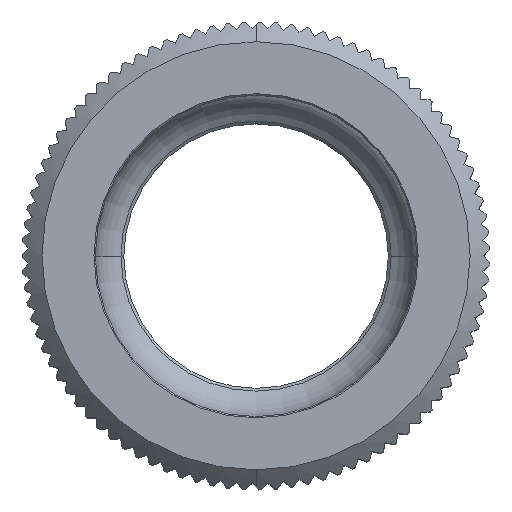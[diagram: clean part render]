
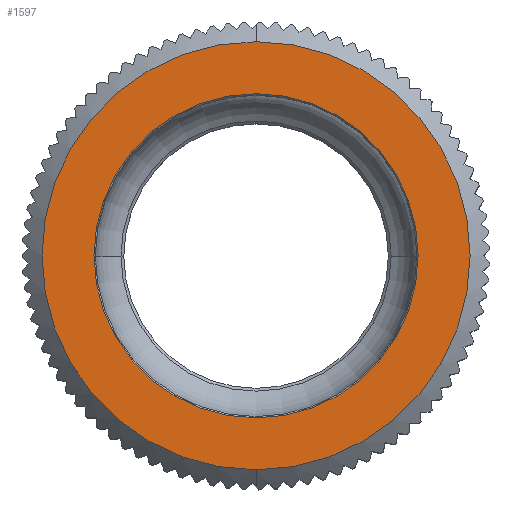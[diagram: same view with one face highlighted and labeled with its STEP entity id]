
A CAD part, top view. The second image highlights one B-rep face of the part: STEP entity #1597.
In plain terms, the highlighted planar face has unit normal (0, 0, 1).
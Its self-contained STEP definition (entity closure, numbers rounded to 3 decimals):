
#132 = DIRECTION ( 'NONE',  ( 0., -1., 0. ) ) ;
#742 = DIRECTION ( 'NONE',  ( 0., -1., 0. ) ) ;
#750 = ORIENTED_EDGE ( 'NONE', *, *, #2061, .T. ) ;
#1597 = ADVANCED_FACE ( 'NONE', ( #3346, #4551 ), #8543, .T. ) ;
#1661 = CARTESIAN_POINT ( 'NONE',  ( 0., 0., 0. ) ) ;
#1700 = ORIENTED_EDGE ( 'NONE', *, *, #3964, .T. ) ;
#2061 = EDGE_CURVE ( 'NONE', #3474, #3321, #9017, .T. ) ;
#2374 = CARTESIAN_POINT ( 'NONE',  ( 6.25, 0., 0. ) ) ;
#2405 = EDGE_LOOP ( 'NONE', ( #750, #8036 ) ) ;
#2539 = CIRCLE ( 'NONE', #4246, 8.255 ) ;
#2974 = CARTESIAN_POINT ( 'NONE',  ( 0., -8.255, 0. ) ) ;
#3050 = DIRECTION ( 'NONE',  ( 0., -1., 0. ) ) ;
#3143 = CIRCLE ( 'NONE', #4466, 6.25 ) ;
#3178 = CARTESIAN_POINT ( 'NONE',  ( 0., 8.255, 0. ) ) ;
#3321 = VERTEX_POINT ( 'NONE', #9966 ) ;
#3346 = FACE_BOUND ( 'NONE', #2405, .T. ) ;
#3474 = VERTEX_POINT ( 'NONE', #2374 ) ;
#3808 = AXIS2_PLACEMENT_3D ( 'NONE', #1661, #5512, #5735 ) ;
#3949 = AXIS2_PLACEMENT_3D ( 'NONE', #8717, #5555, #132 ) ;
#3955 = VERTEX_POINT ( 'NONE', #3178 ) ;
#3964 = EDGE_CURVE ( 'NONE', #6393, #3955, #2539, .T. ) ;
#4096 = DIRECTION ( 'NONE',  ( 0., 0., -1. ) ) ;
#4246 = AXIS2_PLACEMENT_3D ( 'NONE', #5458, #6982, #3050 ) ;
#4466 = AXIS2_PLACEMENT_3D ( 'NONE', #9604, #4096, #8032 ) ;
#4551 = FACE_OUTER_BOUND ( 'NONE', #8965, .T. ) ;
#4652 = EDGE_CURVE ( 'NONE', #3321, #3474, #3143, .T. ) ;
#5261 = CIRCLE ( 'NONE', #3808, 8.255 ) ;
#5458 = CARTESIAN_POINT ( 'NONE',  ( 0., 0., 0. ) ) ;
#5512 = DIRECTION ( 'NONE',  ( 0., 0., 1. ) ) ;
#5555 = DIRECTION ( 'NONE',  ( 0., 0., -1. ) ) ;
#5735 = DIRECTION ( 'NONE',  ( 0., -1., 0. ) ) ;
#5993 = AXIS2_PLACEMENT_3D ( 'NONE', #7724, #7822, #742 ) ;
#6393 = VERTEX_POINT ( 'NONE', #2974 ) ;
#6798 = ORIENTED_EDGE ( 'NONE', *, *, #8954, .T. ) ;
#6982 = DIRECTION ( 'NONE',  ( 0., 0., 1. ) ) ;
#7724 = CARTESIAN_POINT ( 'NONE',  ( 9.017, 0., 0. ) ) ;
#7822 = DIRECTION ( 'NONE',  ( 0., 0., 1. ) ) ;
#8032 = DIRECTION ( 'NONE',  ( 0., -1., 0. ) ) ;
#8036 = ORIENTED_EDGE ( 'NONE', *, *, #4652, .T. ) ;
#8543 = PLANE ( 'NONE',  #5993 ) ;
#8717 = CARTESIAN_POINT ( 'NONE',  ( 0., 0., 0. ) ) ;
#8954 = EDGE_CURVE ( 'NONE', #3955, #6393, #5261, .T. ) ;
#8965 = EDGE_LOOP ( 'NONE', ( #6798, #1700 ) ) ;
#9017 = CIRCLE ( 'NONE', #3949, 6.25 ) ;
#9604 = CARTESIAN_POINT ( 'NONE',  ( 0., 0., 0. ) ) ;
#9966 = CARTESIAN_POINT ( 'NONE',  ( -6.25, 0., 0. ) ) ;
